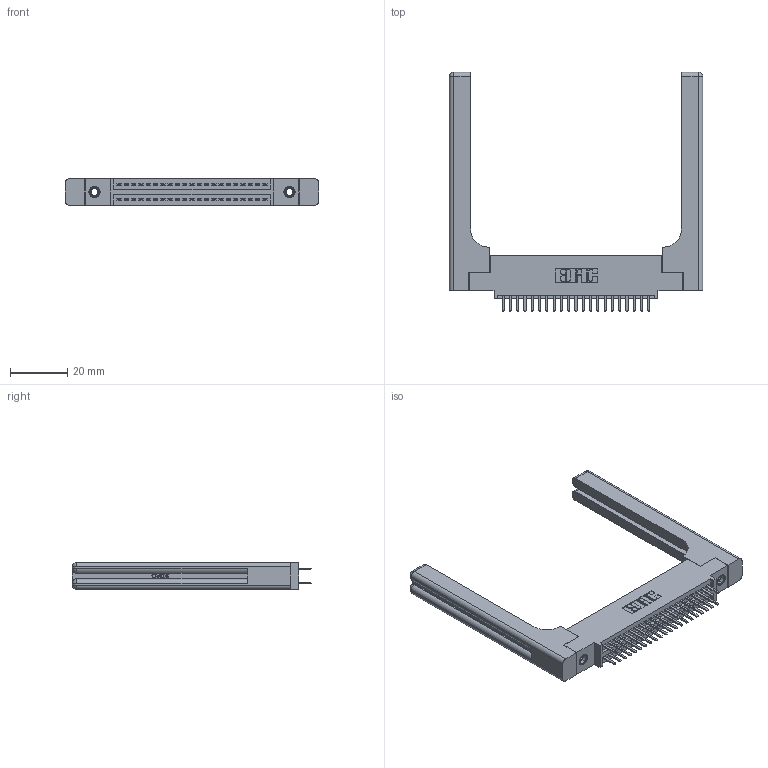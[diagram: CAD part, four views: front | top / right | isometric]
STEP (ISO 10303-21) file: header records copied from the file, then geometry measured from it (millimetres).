
FILE_DESCRIPTION (( 'STEP AP203' ), '1' );
FILE_NAME ('345-042-520-558.STEP', '2019-10-28T19:16:56', ( '' ), ( '' ), 'SwSTEP 2.0', 'SolidWorks 2016', '' );
FILE_SCHEMA (( 'CONFIG_CONTROL_DESIGN' ));
Length unit declared in the file: inch
Products named in the file (5): 345-250-001_345-250-001-102; 345-292-001_345-293-120; 345-220-058_345-220-058; 345 Part_0.110 Offset - 0.156 Dia-TH; 345-042-520-558
Assembly tree (47 placements, depth 2):
  345-042-520-558
    345 Part_0.110 Offset - 0.156 Dia-TH
    345-292-001_345-293-120  x42
    345-250-001_345-250-001-102  x2
    345-220-058_345-220-058  x2
Bounding box: 88.37 x 83.44 x 9.4 mm (x, y, z)
Volume: 16772.4 mm3; surface area: 16970.5 mm2
Topology: 47 solids, 47 shells, 2654 faces, 7613 edges, 4942 vertices
Faces by surface type: plane 1702, cylinder 892, bspline 36, cone 12, sphere 8, torus 4
Entity records: 24732 total; most frequent: CARTESIAN_POINT 5173, ORIENTED_EDGE 3892, DIRECTION 3506, EDGE_CURVE 1946, VECTOR 1634, LINE 1634, VERTEX_POINT 1286, AXIS2_PLACEMENT_3D 936
